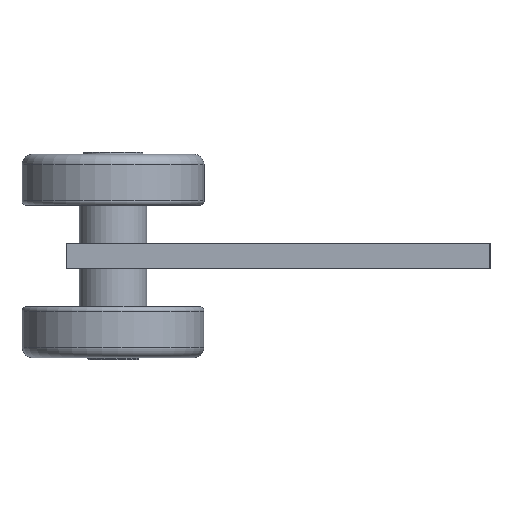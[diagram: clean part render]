
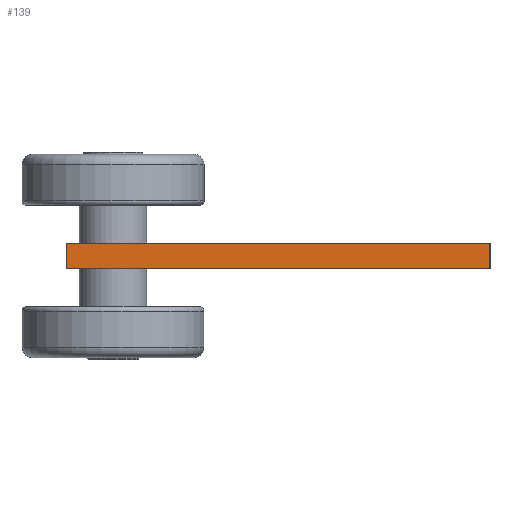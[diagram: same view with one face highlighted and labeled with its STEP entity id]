
A CAD part, left-side view. The second image highlights one B-rep face of the part: STEP entity #139.
In plain terms, the highlighted planar face has unit normal (-1, 0, 0).
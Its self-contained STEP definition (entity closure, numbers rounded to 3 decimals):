
#139=ADVANCED_FACE('',(#2046),#2048,.T.);
#2046=FACE_BOUND('',#2047,.T.);
#2047=EDGE_LOOP('',(#3749,#3750,#3751,#3752));
#2048=PLANE('',#2049);
#2049=AXIS2_PLACEMENT_3D('',#2050,#2051,#2052);
#2050=CARTESIAN_POINT('',(-33.5,78.,0.));
#2051=DIRECTION('',(-1.,0.,0.));
#2052=DIRECTION('',(0.,-1.,0.));
#3749=ORIENTED_EDGE('',*,*,#4629,.T.);
#3750=ORIENTED_EDGE('',*,*,#4630,.T.);
#3751=ORIENTED_EDGE('',*,*,#4511,.F.);
#3752=ORIENTED_EDGE('',*,*,#4628,.F.);
#4511=EDGE_CURVE('',#4961,#4963,#4964,.T.);
#4628=EDGE_CURVE('',#5193,#4961,#5195,.T.);
#4629=EDGE_CURVE('',#5193,#5196,#5197,.T.);
#4630=EDGE_CURVE('',#5196,#4963,#5198,.T.);
#4961=VERTEX_POINT('',#5748);
#4963=VERTEX_POINT('',#5752);
#4964=LINE('',#5753,#5754);
#5193=VERTEX_POINT('',#6271);
#5195=LINE('',#6275,#6276);
#5196=VERTEX_POINT('',#6278);
#5197=LINE('',#6279,#6280);
#5198=LINE('',#6282,#6283);
#5748=CARTESIAN_POINT('',(-33.5,78.,6.));
#5752=CARTESIAN_POINT('',(-33.5,-22.,6.));
#5753=CARTESIAN_POINT('',(-33.5,78.,6.));
#5754=VECTOR('',#5755,1.);
#5755=DIRECTION('',(0.,-1.,0.));
#6271=CARTESIAN_POINT('',(-33.5,78.,0.));
#6275=CARTESIAN_POINT('',(-33.5,78.,0.));
#6276=VECTOR('',#6277,1.);
#6277=DIRECTION('',(0.,0.,1.));
#6278=CARTESIAN_POINT('',(-33.5,-22.,0.));
#6279=CARTESIAN_POINT('',(-33.5,78.,0.));
#6280=VECTOR('',#6281,1.);
#6281=DIRECTION('',(0.,-1.,0.));
#6282=CARTESIAN_POINT('',(-33.5,-22.,0.));
#6283=VECTOR('',#6284,1.);
#6284=DIRECTION('',(0.,0.,1.));
